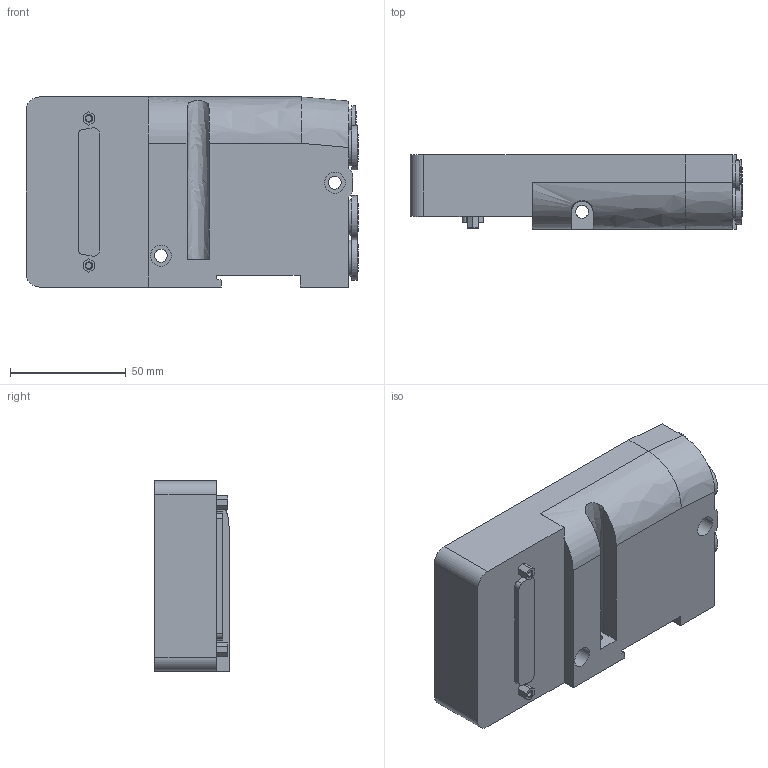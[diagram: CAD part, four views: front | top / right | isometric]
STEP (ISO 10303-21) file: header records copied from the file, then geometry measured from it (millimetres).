
FILE_DESCRIPTION((''),'2;1');
FILE_NAME('2540_12_37P.stp','2009-04-16T16:05:52',('brembcl1'),(''),'Autodesk Inventor 2009','Autodesk Inventor 2009','');
FILE_SCHEMA(('AUTOMOTIVE_DESIGN { 1 0 10303 214 1 1 1 1 }'));
Length unit declared in the file: millimetre
Products named in the file (1): 2540_12_37P
Bounding box: 143.2 x 32 x 82 mm (x, y, z)
Volume: 315381.1 mm3; surface area: 43071.9 mm2
Topology: 1 solids, 1 shells, 247 faces, 621 edges, 413 vertices
Faces by surface type: bspline 156, plane 82, cylinder 9
Full cylindrical faces by diameter (mm): 3 x1, 5.5 x2, 9 x2
Entity records: 8241 total; most frequent: CARTESIAN_POINT 3055, ORIENTED_EDGE 1186, DIRECTION 686, EDGE_CURVE 593, VERTEX_POINT 412, VECTOR 352, LINE 352, EDGE_LOOP 319
